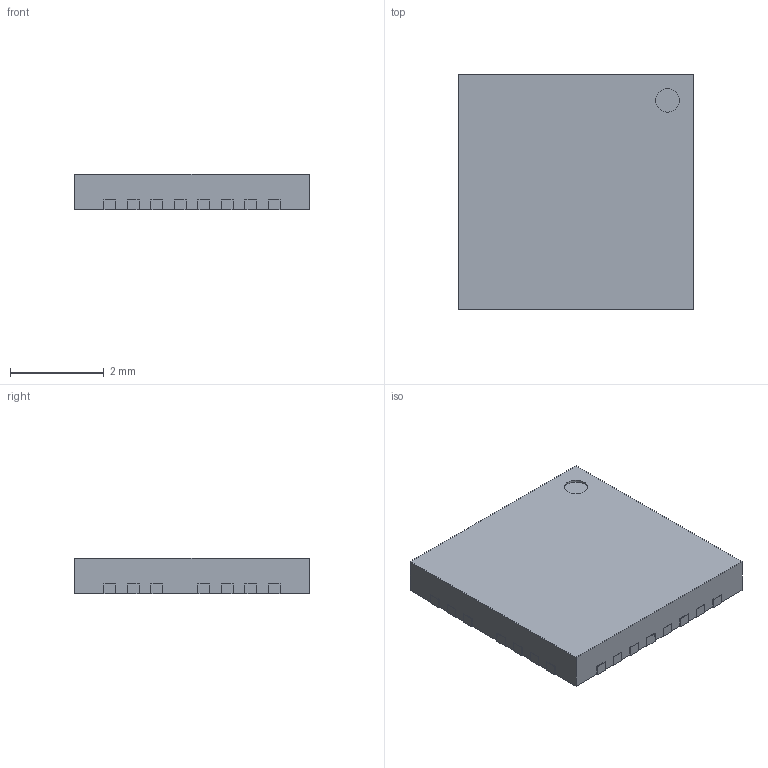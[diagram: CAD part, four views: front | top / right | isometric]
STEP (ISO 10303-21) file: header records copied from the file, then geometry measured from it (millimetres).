
FILE_DESCRIPTION(('CATIA V5 STEP Exchange','CAx-IF Rec.Pracs.--- Model Styling and Organization---1.4--- 2014-01-23','CAx-IF Rec.Pracs.---3D Tessellated Data Validation Properties---0.5---2014-09-14'),'2;1');
FILE_NAME('pqfn31-483br.stp','2025-01-18T15:00:54+00:00',('none'),('none'),'CATIA Version 5-6 Release 2018 SP6 HF31','CATIA V5 STEP AP242','none');
FILE_SCHEMA(('AP242_MANAGED_MODEL_BASED_3D_ENGINEERING_MIM_LF {1 0 10303 442 1 1 4}'));
Length unit declared in the file: millimetre
Products named in the file (1): pqfn31-483br
Bounding box: 5.02 x 5.02 x 0.76 mm (x, y, z)
Volume: 18.9 mm3; surface area: 66 mm2
Topology: 1 solids, 1 shells, 264 faces, 777 edges, 518 vertices
Faces by surface type: plane 213, cylinder 51
Entity records: 8136 total; most frequent: ORIENTED_EDGE 1554, CARTESIAN_POINT 1422, DIRECTION 1029, EDGE_CURVE 777, VECTOR 675, LINE 675, VERTEX_POINT 518, EDGE_LOOP 267
